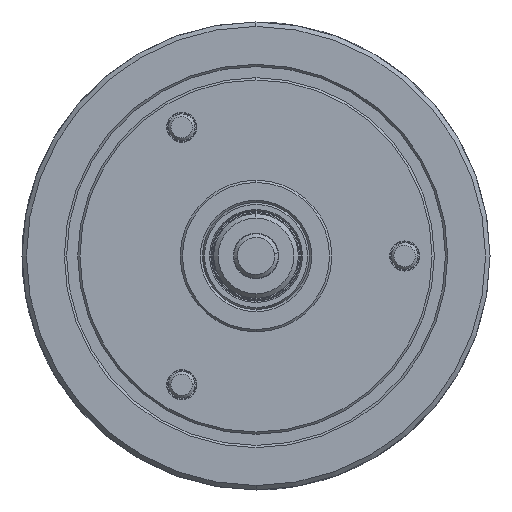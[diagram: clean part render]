
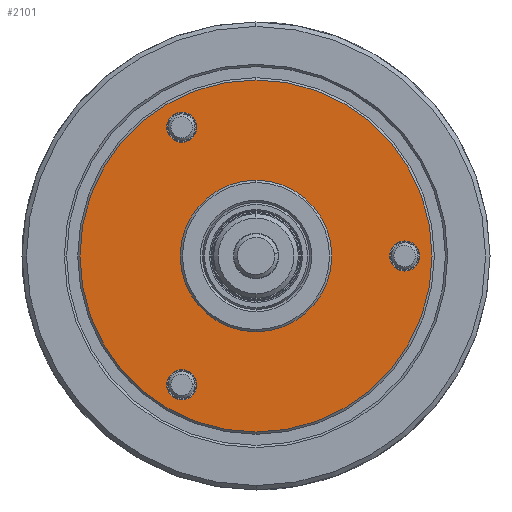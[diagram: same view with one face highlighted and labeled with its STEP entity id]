
A CAD part, left-side view. The second image highlights one B-rep face of the part: STEP entity #2101.
In plain terms, the highlighted planar face has unit normal (-1, 0, 0).
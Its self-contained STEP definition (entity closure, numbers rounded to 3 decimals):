
#221 = VERTEX_POINT ( 'NONE', #10674 ) ;
#280 = CARTESIAN_POINT ( 'NONE',  ( 50., 0., -34. ) ) ;
#371 = VERTEX_POINT ( 'NONE', #11208 ) ;
#1564 = EDGE_LOOP ( 'NONE', ( #13920, #12337 ) ) ;
#1891 = FACE_BOUND ( 'NONE', #3000, .T. ) ;
#1961 = CIRCLE ( 'NONE', #5305, 6.75 ) ;
#2005 = DIRECTION ( 'NONE',  ( 0., 0., 1. ) ) ;
#2101 = ADVANCED_FACE ( 'NONE', ( #13998, #20171, #1891, #9969, #18149 ), #26257, .T. ) ;
#2537 = CIRCLE ( 'NONE', #3831, 34. ) ;
#2779 = VERTEX_POINT ( 'NONE', #19478 ) ;
#3000 = EDGE_LOOP ( 'NONE', ( #6176, #11800 ) ) ;
#3167 = AXIS2_PLACEMENT_3D ( 'NONE', #3538, #11633, #19841 ) ;
#3353 = EDGE_CURVE ( 'NONE', #23737, #8109, #2537, .T. ) ;
#3538 = CARTESIAN_POINT ( 'NONE',  ( 50., 33.35, -57.764 ) ) ;
#3590 = CIRCLE ( 'NONE', #3167, 6.75 ) ;
#3801 = VERTEX_POINT ( 'NONE', #21713 ) ;
#3831 = AXIS2_PLACEMENT_3D ( 'NONE', #4291, #12429, #20601 ) ;
#4176 = ORIENTED_EDGE ( 'NONE', *, *, #11528, .F. ) ;
#4291 = CARTESIAN_POINT ( 'NONE',  ( 50., 0., 0. ) ) ;
#4402 = DIRECTION ( 'NONE',  ( 0., 0., 1. ) ) ;
#4444 = CARTESIAN_POINT ( 'NONE',  ( 50., -66.7, 0. ) ) ;
#4495 = AXIS2_PLACEMENT_3D ( 'NONE', #7581, #15745, #23913 ) ;
#5270 = EDGE_CURVE ( 'NONE', #22852, #10147, #3590, .T. ) ;
#5305 = AXIS2_PLACEMENT_3D ( 'NONE', #25062, #6756, #14912 ) ;
#6018 = AXIS2_PLACEMENT_3D ( 'NONE', #14551, #22726, #4402 ) ;
#6084 = CARTESIAN_POINT ( 'NONE',  ( 50., 0., 34. ) ) ;
#6176 = ORIENTED_EDGE ( 'NONE', *, *, #25834, .F. ) ;
#6380 = DIRECTION ( 'NONE',  ( -1., 0., 0. ) ) ;
#6655 = EDGE_CURVE ( 'NONE', #3801, #221, #19768, .T. ) ;
#6710 = CARTESIAN_POINT ( 'NONE',  ( 50., 0., 0. ) ) ;
#6756 = DIRECTION ( 'NONE',  ( -1., 0., 0. ) ) ;
#6937 = ORIENTED_EDGE ( 'NONE', *, *, #23083, .T. ) ;
#7483 = AXIS2_PLACEMENT_3D ( 'NONE', #4444, #12590, #20764 ) ;
#7581 = CARTESIAN_POINT ( 'NONE',  ( 50., 0., 0. ) ) ;
#7903 = ORIENTED_EDGE ( 'NONE', *, *, #3353, .T. ) ;
#7972 = CARTESIAN_POINT ( 'NONE',  ( 50., 80., 0. ) ) ;
#8109 = VERTEX_POINT ( 'NONE', #280 ) ;
#8254 = EDGE_LOOP ( 'NONE', ( #15295, #4176 ) ) ;
#8273 = CARTESIAN_POINT ( 'NONE',  ( 50., 33.35, -57.764 ) ) ;
#8609 = CIRCLE ( 'NONE', #23602, 6.75 ) ;
#9590 = AXIS2_PLACEMENT_3D ( 'NONE', #6710, #14854, #23029 ) ;
#9969 = FACE_OUTER_BOUND ( 'NONE', #1564, .T. ) ;
#10147 = VERTEX_POINT ( 'NONE', #17601 ) ;
#10674 = CARTESIAN_POINT ( 'NONE',  ( 50., -66.7, -6.75 ) ) ;
#11208 = CARTESIAN_POINT ( 'NONE',  ( 50., 33.35, 64.514 ) ) ;
#11286 = CIRCLE ( 'NONE', #26208, 79. ) ;
#11528 = EDGE_CURVE ( 'NONE', #371, #2779, #17529, .T. ) ;
#11633 = DIRECTION ( 'NONE',  ( -1., 0., 0. ) ) ;
#11800 = ORIENTED_EDGE ( 'NONE', *, *, #6655, .F. ) ;
#12077 = CARTESIAN_POINT ( 'NONE',  ( 50., 0., 0. ) ) ;
#12337 = ORIENTED_EDGE ( 'NONE', *, *, #23715, .T. ) ;
#12429 = DIRECTION ( 'NONE',  ( 1., 0., 0. ) ) ;
#12590 = DIRECTION ( 'NONE',  ( -1., 0., 0. ) ) ;
#13758 = CARTESIAN_POINT ( 'NONE',  ( 50., 0., 79. ) ) ;
#13920 = ORIENTED_EDGE ( 'NONE', *, *, #25881, .T. ) ;
#13998 = FACE_BOUND ( 'NONE', #8254, .T. ) ;
#14279 = VERTEX_POINT ( 'NONE', #24397 ) ;
#14517 = DIRECTION ( 'NONE',  ( 0., 0., 1. ) ) ;
#14551 = CARTESIAN_POINT ( 'NONE',  ( 50., 33.35, 57.764 ) ) ;
#14854 = DIRECTION ( 'NONE',  ( -1., 0., 0. ) ) ;
#14912 = DIRECTION ( 'NONE',  ( 0., 0., 1. ) ) ;
#15073 = ORIENTED_EDGE ( 'NONE', *, *, #5270, .F. ) ;
#15295 = ORIENTED_EDGE ( 'NONE', *, *, #23372, .F. ) ;
#15745 = DIRECTION ( 'NONE',  ( 1., 0., 0. ) ) ;
#16025 = CIRCLE ( 'NONE', #4495, 34. ) ;
#16150 = DIRECTION ( 'NONE',  ( -1., 0., 0. ) ) ;
#16459 = DIRECTION ( 'NONE',  ( -1., 0., 0. ) ) ;
#16987 = ORIENTED_EDGE ( 'NONE', *, *, #20658, .F. ) ;
#17529 = CIRCLE ( 'NONE', #6018, 6.75 ) ;
#17601 = CARTESIAN_POINT ( 'NONE',  ( 50., 33.35, -64.514 ) ) ;
#18149 = FACE_BOUND ( 'NONE', #19289, .T. ) ;
#18966 = CARTESIAN_POINT ( 'NONE',  ( 50., 33.35, -51.014 ) ) ;
#19017 = CIRCLE ( 'NONE', #7483, 6.75 ) ;
#19199 = VERTEX_POINT ( 'NONE', #13758 ) ;
#19289 = EDGE_LOOP ( 'NONE', ( #6937, #7903 ) ) ;
#19478 = CARTESIAN_POINT ( 'NONE',  ( 50., 33.35, 51.014 ) ) ;
#19746 = AXIS2_PLACEMENT_3D ( 'NONE', #24687, #6380, #14517 ) ;
#19768 = CIRCLE ( 'NONE', #19746, 6.75 ) ;
#19841 = DIRECTION ( 'NONE',  ( 0., 0., 1. ) ) ;
#20171 = FACE_BOUND ( 'NONE', #24234, .T. ) ;
#20277 = DIRECTION ( 'NONE',  ( -1., 0., 0. ) ) ;
#20601 = DIRECTION ( 'NONE',  ( 0., 0., -1. ) ) ;
#20658 = EDGE_CURVE ( 'NONE', #10147, #22852, #8609, .T. ) ;
#20764 = DIRECTION ( 'NONE',  ( 0., 0., 1. ) ) ;
#21168 = CIRCLE ( 'NONE', #9590, 79. ) ;
#21713 = CARTESIAN_POINT ( 'NONE',  ( 50., -66.7, 6.75 ) ) ;
#22726 = DIRECTION ( 'NONE',  ( -1., 0., 0. ) ) ;
#22852 = VERTEX_POINT ( 'NONE', #18966 ) ;
#23029 = DIRECTION ( 'NONE',  ( 0., 0., 1. ) ) ;
#23083 = EDGE_CURVE ( 'NONE', #8109, #23737, #16025, .T. ) ;
#23372 = EDGE_CURVE ( 'NONE', #2779, #371, #1961, .T. ) ;
#23602 = AXIS2_PLACEMENT_3D ( 'NONE', #8273, #16459, #24599 ) ;
#23715 = EDGE_CURVE ( 'NONE', #19199, #14279, #11286, .T. ) ;
#23737 = VERTEX_POINT ( 'NONE', #6084 ) ;
#23913 = DIRECTION ( 'NONE',  ( 0., 0., -1. ) ) ;
#24234 = EDGE_LOOP ( 'NONE', ( #16987, #15073 ) ) ;
#24307 = DIRECTION ( 'NONE',  ( 0., 0., 1. ) ) ;
#24397 = CARTESIAN_POINT ( 'NONE',  ( 50., 0., -79. ) ) ;
#24599 = DIRECTION ( 'NONE',  ( 0., 0., 1. ) ) ;
#24687 = CARTESIAN_POINT ( 'NONE',  ( 50., -66.7, 0. ) ) ;
#25062 = CARTESIAN_POINT ( 'NONE',  ( 50., 33.35, 57.764 ) ) ;
#25516 = AXIS2_PLACEMENT_3D ( 'NONE', #7972, #16150, #24307 ) ;
#25834 = EDGE_CURVE ( 'NONE', #221, #3801, #19017, .T. ) ;
#25881 = EDGE_CURVE ( 'NONE', #14279, #19199, #21168, .T. ) ;
#26208 = AXIS2_PLACEMENT_3D ( 'NONE', #12077, #20277, #2005 ) ;
#26257 = PLANE ( 'NONE',  #25516 ) ;
